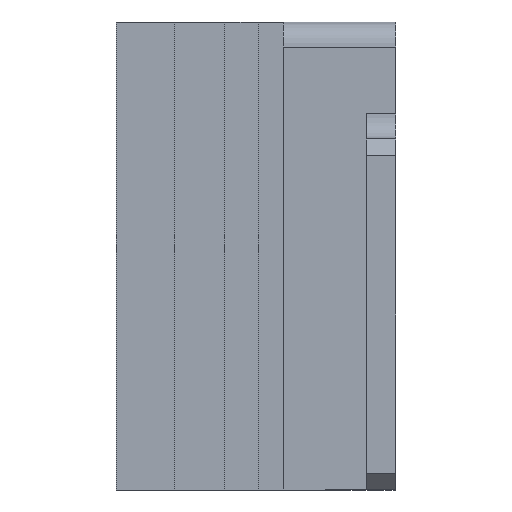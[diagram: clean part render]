
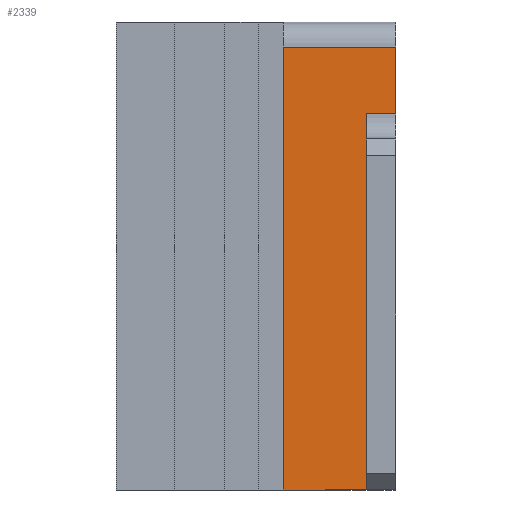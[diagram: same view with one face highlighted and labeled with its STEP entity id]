
A CAD part, left-side view. The second image highlights one B-rep face of the part: STEP entity #2339.
In plain terms, the highlighted planar face has unit normal (-1, 0, 0).
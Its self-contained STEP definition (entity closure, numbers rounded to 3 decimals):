
#32 = PLANE('',#33);
#33 = AXIS2_PLACEMENT_3D('',#34,#35,#36);
#34 = CARTESIAN_POINT('',(-10.585,-27.132,
    0.));
#35 = DIRECTION('',(0.,0.,-1.));
#36 = DIRECTION('',(0.,-1.,0.));
#370 = VERTEX_POINT('',#371);
#371 = CARTESIAN_POINT('',(-23.45,-23.55,0.));
#385 = PLANE('',#386);
#386 = AXIS2_PLACEMENT_3D('',#387,#388,#389);
#387 = CARTESIAN_POINT('',(-23.45,-23.55,0.));
#388 = DIRECTION('',(-0.,-1.,-0.));
#389 = DIRECTION('',(-1.,0.,0.));
#397 = EDGE_CURVE('',#370,#398,#400,.T.);
#398 = VERTEX_POINT('',#399);
#399 = CARTESIAN_POINT('',(-23.45,-33.5,0.));
#400 = SURFACE_CURVE('',#401,(#405,#412),.PCURVE_S1.);
#401 = LINE('',#402,#403);
#402 = CARTESIAN_POINT('',(-23.45,-23.55,0.));
#403 = VECTOR('',#404,1.);
#404 = DIRECTION('',(-0.,-1.,-0.));
#405 = PCURVE('',#32,#406);
#406 = DEFINITIONAL_REPRESENTATION('',(#407),#411);
#407 = LINE('',#408,#409);
#408 = CARTESIAN_POINT('',(-3.582,12.865));
#409 = VECTOR('',#410,1.);
#410 = DIRECTION('',(1.,0.));
#411 = ( GEOMETRIC_REPRESENTATION_CONTEXT(2) 
PARAMETRIC_REPRESENTATION_CONTEXT() REPRESENTATION_CONTEXT('2D SPACE',''
  ) );
#412 = PCURVE('',#413,#418);
#413 = PLANE('',#414);
#414 = AXIS2_PLACEMENT_3D('',#415,#416,#417);
#415 = CARTESIAN_POINT('',(-23.45,-29.217,29.058));
#416 = DIRECTION('',(-1.,0.,0.));
#417 = DIRECTION('',(0.,-1.,0.));
#418 = DEFINITIONAL_REPRESENTATION('',(#419),#423);
#419 = LINE('',#420,#421);
#420 = CARTESIAN_POINT('',(-5.667,-29.058));
#421 = VECTOR('',#422,1.);
#422 = DIRECTION('',(1.,0.));
#423 = ( GEOMETRIC_REPRESENTATION_CONTEXT(2) 
PARAMETRIC_REPRESENTATION_CONTEXT() REPRESENTATION_CONTEXT('2D SPACE',''
  ) );
#441 = PLANE('',#442);
#442 = AXIS2_PLACEMENT_3D('',#443,#444,#445);
#443 = CARTESIAN_POINT('',(-44.45,-33.5,21.));
#444 = DIRECTION('',(0.,1.,0.));
#445 = DIRECTION('',(0.,0.,1.));
#497 = PLANE('',#498);
#498 = AXIS2_PLACEMENT_3D('',#499,#500,#501);
#499 = CARTESIAN_POINT('',(-18.075,-37.,26.026));
#500 = DIRECTION('',(0.,-1.,0.));
#501 = DIRECTION('',(-1.,0.,0.));
#1478 = VERTEX_POINT('',#1479);
#1479 = CARTESIAN_POINT('',(-23.45,-37.,45.));
#1498 = CYLINDRICAL_SURFACE('',#1499,3.);
#1499 = AXIS2_PLACEMENT_3D('',#1500,#1501,#1502);
#1500 = CARTESIAN_POINT('',(-26.45,-33.5,45.));
#1501 = DIRECTION('',(0.,-1.,0.));
#1502 = DIRECTION('',(1.,0.,0.));
#1510 = EDGE_CURVE('',#1478,#1511,#1513,.T.);
#1511 = VERTEX_POINT('',#1512);
#1512 = CARTESIAN_POINT('',(-23.45,-37.,53.));
#1513 = SURFACE_CURVE('',#1514,(#1518,#1525),.PCURVE_S1.);
#1514 = LINE('',#1515,#1516);
#1515 = CARTESIAN_POINT('',(-23.45,-37.,0.));
#1516 = VECTOR('',#1517,1.);
#1517 = DIRECTION('',(0.,0.,1.));
#1518 = PCURVE('',#497,#1519);
#1519 = DEFINITIONAL_REPRESENTATION('',(#1520),#1524);
#1520 = LINE('',#1521,#1522);
#1521 = CARTESIAN_POINT('',(5.375,26.026));
#1522 = VECTOR('',#1523,1.);
#1523 = DIRECTION('',(-0.,-1.));
#1524 = ( GEOMETRIC_REPRESENTATION_CONTEXT(2) 
PARAMETRIC_REPRESENTATION_CONTEXT() REPRESENTATION_CONTEXT('2D SPACE',''
  ) );
#1525 = PCURVE('',#413,#1526);
#1526 = DEFINITIONAL_REPRESENTATION('',(#1527),#1531);
#1527 = LINE('',#1528,#1529);
#1528 = CARTESIAN_POINT('',(7.783,-29.058));
#1529 = VECTOR('',#1530,1.);
#1530 = DIRECTION('',(-0.,1.));
#1531 = ( GEOMETRIC_REPRESENTATION_CONTEXT(2) 
PARAMETRIC_REPRESENTATION_CONTEXT() REPRESENTATION_CONTEXT('2D SPACE',''
  ) );
#1550 = CYLINDRICAL_SURFACE('',#1551,3.);
#1551 = AXIS2_PLACEMENT_3D('',#1552,#1553,#1554);
#1552 = CARTESIAN_POINT('',(-20.45,-23.55,53.));
#1553 = DIRECTION('',(-0.,-1.,-0.));
#1554 = DIRECTION('',(0.,-0.,1.));
#2093 = EDGE_CURVE('',#398,#2094,#2096,.T.);
#2094 = VERTEX_POINT('',#2095);
#2095 = CARTESIAN_POINT('',(-23.45,-33.5,42.));
#2096 = SURFACE_CURVE('',#2097,(#2101,#2108),.PCURVE_S1.);
#2097 = LINE('',#2098,#2099);
#2098 = CARTESIAN_POINT('',(-23.45,-33.5,0.));
#2099 = VECTOR('',#2100,1.);
#2100 = DIRECTION('',(0.,0.,1.));
#2101 = PCURVE('',#441,#2102);
#2102 = DEFINITIONAL_REPRESENTATION('',(#2103),#2107);
#2103 = LINE('',#2104,#2105);
#2104 = CARTESIAN_POINT('',(-21.,21.));
#2105 = VECTOR('',#2106,1.);
#2106 = DIRECTION('',(1.,0.));
#2107 = ( GEOMETRIC_REPRESENTATION_CONTEXT(2) 
PARAMETRIC_REPRESENTATION_CONTEXT() REPRESENTATION_CONTEXT('2D SPACE',''
  ) );
#2108 = PCURVE('',#413,#2109);
#2109 = DEFINITIONAL_REPRESENTATION('',(#2110),#2114);
#2110 = LINE('',#2111,#2112);
#2111 = CARTESIAN_POINT('',(4.283,-29.058));
#2112 = VECTOR('',#2113,1.);
#2113 = DIRECTION('',(0.,1.));
#2114 = ( GEOMETRIC_REPRESENTATION_CONTEXT(2) 
PARAMETRIC_REPRESENTATION_CONTEXT() REPRESENTATION_CONTEXT('2D SPACE',''
  ) );
#2116 = EDGE_CURVE('',#2094,#2117,#2119,.T.);
#2117 = VERTEX_POINT('',#2118);
#2118 = CARTESIAN_POINT('',(-23.45,-33.5,45.));
#2119 = SURFACE_CURVE('',#2120,(#2124,#2131),.PCURVE_S1.);
#2120 = LINE('',#2121,#2122);
#2121 = CARTESIAN_POINT('',(-23.45,-33.5,25.029));
#2122 = VECTOR('',#2123,1.);
#2123 = DIRECTION('',(0.,0.,1.));
#2124 = PCURVE('',#441,#2125);
#2125 = DEFINITIONAL_REPRESENTATION('',(#2126),#2130);
#2126 = LINE('',#2127,#2128);
#2127 = CARTESIAN_POINT('',(4.029,21.));
#2128 = VECTOR('',#2129,1.);
#2129 = DIRECTION('',(1.,0.));
#2130 = ( GEOMETRIC_REPRESENTATION_CONTEXT(2) 
PARAMETRIC_REPRESENTATION_CONTEXT() REPRESENTATION_CONTEXT('2D SPACE',''
  ) );
#2131 = PCURVE('',#413,#2132);
#2132 = DEFINITIONAL_REPRESENTATION('',(#2133),#2137);
#2133 = LINE('',#2134,#2135);
#2134 = CARTESIAN_POINT('',(4.283,-4.029));
#2135 = VECTOR('',#2136,1.);
#2136 = DIRECTION('',(0.,1.));
#2137 = ( GEOMETRIC_REPRESENTATION_CONTEXT(2) 
PARAMETRIC_REPRESENTATION_CONTEXT() REPRESENTATION_CONTEXT('2D SPACE',''
  ) );
#2339 = ADVANCED_FACE('',(#2340),#413,.T.);
#2340 = FACE_BOUND('',#2341,.F.);
#2341 = EDGE_LOOP('',(#2342,#2365,#2386,#2387,#2408,#2409,#2410));
#2342 = ORIENTED_EDGE('',*,*,#2343,.T.);
#2343 = EDGE_CURVE('',#370,#2344,#2346,.T.);
#2344 = VERTEX_POINT('',#2345);
#2345 = CARTESIAN_POINT('',(-23.45,-23.55,53.));
#2346 = SURFACE_CURVE('',#2347,(#2351,#2358),.PCURVE_S1.);
#2347 = LINE('',#2348,#2349);
#2348 = CARTESIAN_POINT('',(-23.45,-23.55,0.));
#2349 = VECTOR('',#2350,1.);
#2350 = DIRECTION('',(0.,0.,1.));
#2351 = PCURVE('',#413,#2352);
#2352 = DEFINITIONAL_REPRESENTATION('',(#2353),#2357);
#2353 = LINE('',#2354,#2355);
#2354 = CARTESIAN_POINT('',(-5.667,-29.058));
#2355 = VECTOR('',#2356,1.);
#2356 = DIRECTION('',(-0.,1.));
#2357 = ( GEOMETRIC_REPRESENTATION_CONTEXT(2) 
PARAMETRIC_REPRESENTATION_CONTEXT() REPRESENTATION_CONTEXT('2D SPACE',''
  ) );
#2358 = PCURVE('',#385,#2359);
#2359 = DEFINITIONAL_REPRESENTATION('',(#2360),#2364);
#2360 = LINE('',#2361,#2362);
#2361 = CARTESIAN_POINT('',(-0.,-0.));
#2362 = VECTOR('',#2363,1.);
#2363 = DIRECTION('',(-0.,-1.));
#2364 = ( GEOMETRIC_REPRESENTATION_CONTEXT(2) 
PARAMETRIC_REPRESENTATION_CONTEXT() REPRESENTATION_CONTEXT('2D SPACE',''
  ) );
#2365 = ORIENTED_EDGE('',*,*,#2366,.T.);
#2366 = EDGE_CURVE('',#2344,#1511,#2367,.T.);
#2367 = SURFACE_CURVE('',#2368,(#2372,#2379),.PCURVE_S1.);
#2368 = LINE('',#2369,#2370);
#2369 = CARTESIAN_POINT('',(-23.45,-23.55,53.));
#2370 = VECTOR('',#2371,1.);
#2371 = DIRECTION('',(-0.,-1.,-0.));
#2372 = PCURVE('',#413,#2373);
#2373 = DEFINITIONAL_REPRESENTATION('',(#2374),#2378);
#2374 = LINE('',#2375,#2376);
#2375 = CARTESIAN_POINT('',(-5.667,23.942));
#2376 = VECTOR('',#2377,1.);
#2377 = DIRECTION('',(1.,0.));
#2378 = ( GEOMETRIC_REPRESENTATION_CONTEXT(2) 
PARAMETRIC_REPRESENTATION_CONTEXT() REPRESENTATION_CONTEXT('2D SPACE',''
  ) );
#2379 = PCURVE('',#1550,#2380);
#2380 = DEFINITIONAL_REPRESENTATION('',(#2381),#2385);
#2381 = LINE('',#2382,#2383);
#2382 = CARTESIAN_POINT('',(1.571,0.));
#2383 = VECTOR('',#2384,1.);
#2384 = DIRECTION('',(0.,1.));
#2385 = ( GEOMETRIC_REPRESENTATION_CONTEXT(2) 
PARAMETRIC_REPRESENTATION_CONTEXT() REPRESENTATION_CONTEXT('2D SPACE',''
  ) );
#2386 = ORIENTED_EDGE('',*,*,#1510,.F.);
#2387 = ORIENTED_EDGE('',*,*,#2388,.F.);
#2388 = EDGE_CURVE('',#2117,#1478,#2389,.T.);
#2389 = SURFACE_CURVE('',#2390,(#2394,#2401),.PCURVE_S1.);
#2390 = LINE('',#2391,#2392);
#2391 = CARTESIAN_POINT('',(-23.45,-33.5,45.));
#2392 = VECTOR('',#2393,1.);
#2393 = DIRECTION('',(0.,-1.,0.));
#2394 = PCURVE('',#413,#2395);
#2395 = DEFINITIONAL_REPRESENTATION('',(#2396),#2400);
#2396 = LINE('',#2397,#2398);
#2397 = CARTESIAN_POINT('',(4.283,15.942));
#2398 = VECTOR('',#2399,1.);
#2399 = DIRECTION('',(1.,0.));
#2400 = ( GEOMETRIC_REPRESENTATION_CONTEXT(2) 
PARAMETRIC_REPRESENTATION_CONTEXT() REPRESENTATION_CONTEXT('2D SPACE',''
  ) );
#2401 = PCURVE('',#1498,#2402);
#2402 = DEFINITIONAL_REPRESENTATION('',(#2403),#2407);
#2403 = LINE('',#2404,#2405);
#2404 = CARTESIAN_POINT('',(-0.,0.));
#2405 = VECTOR('',#2406,1.);
#2406 = DIRECTION('',(-0.,1.));
#2407 = ( GEOMETRIC_REPRESENTATION_CONTEXT(2) 
PARAMETRIC_REPRESENTATION_CONTEXT() REPRESENTATION_CONTEXT('2D SPACE',''
  ) );
#2408 = ORIENTED_EDGE('',*,*,#2116,.F.);
#2409 = ORIENTED_EDGE('',*,*,#2093,.F.);
#2410 = ORIENTED_EDGE('',*,*,#397,.F.);
